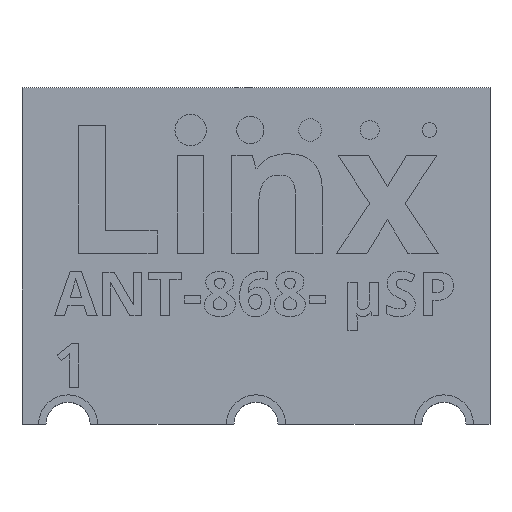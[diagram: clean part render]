
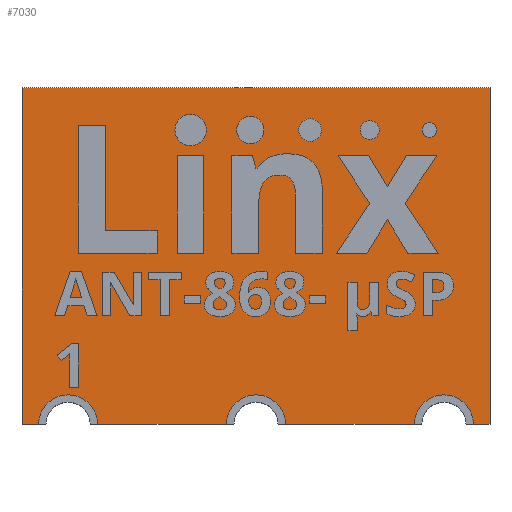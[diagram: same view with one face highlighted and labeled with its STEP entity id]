
A CAD part, top view. The second image highlights one B-rep face of the part: STEP entity #7030.
In plain terms, the highlighted planar face has unit normal (0, 0, 1).
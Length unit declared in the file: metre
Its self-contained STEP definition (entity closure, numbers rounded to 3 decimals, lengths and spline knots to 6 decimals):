
#706=LINE('',#11972,#1397);
#708=LINE('',#11976,#1399);
#711=LINE('',#11981,#1402);
#713=LINE('',#11984,#1404);
#716=LINE('',#11990,#1407);
#718=LINE('',#11993,#1409);
#720=LINE('',#11996,#1411);
#1397=VECTOR('',#8352,1.);
#1399=VECTOR('',#8356,1.);
#1402=VECTOR('',#8361,1.);
#1404=VECTOR('',#8365,1.);
#1407=VECTOR('',#8370,1.);
#1409=VECTOR('',#8374,1.);
#1411=VECTOR('',#8378,1.);
#3514=ORIENTED_EDGE('',*,*,#4732,.F.);
#3515=ORIENTED_EDGE('',*,*,#4726,.T.);
#3516=ORIENTED_EDGE('',*,*,#4735,.F.);
#3517=ORIENTED_EDGE('',*,*,#4722,.T.);
#3518=ORIENTED_EDGE('',*,*,#4737,.F.);
#3519=ORIENTED_EDGE('',*,*,#4718,.T.);
#3520=ORIENTED_EDGE('',*,*,#4744,.F.);
#3521=ORIENTED_EDGE('',*,*,#4730,.F.);
#3522=ORIENTED_EDGE('',*,*,#4740,.T.);
#3523=ORIENTED_EDGE('',*,*,#4742,.T.);
#4718=EDGE_CURVE('',#5474,#5476,#5636,.T.);
#4722=EDGE_CURVE('',#5478,#5480,#5638,.T.);
#4726=EDGE_CURVE('',#5482,#5484,#5640,.T.);
#4730=EDGE_CURVE('',#5488,#5485,#706,.T.);
#4732=EDGE_CURVE('',#5482,#5490,#708,.T.);
#4735=EDGE_CURVE('',#5478,#5484,#711,.T.);
#4737=EDGE_CURVE('',#5474,#5480,#713,.T.);
#4740=EDGE_CURVE('',#5488,#5492,#716,.T.);
#4742=EDGE_CURVE('',#5492,#5490,#718,.T.);
#4744=EDGE_CURVE('',#5485,#5476,#720,.T.);
#5474=VERTEX_POINT('',#11940);
#5476=VERTEX_POINT('',#11944);
#5478=VERTEX_POINT('',#11949);
#5480=VERTEX_POINT('',#11953);
#5482=VERTEX_POINT('',#11958);
#5484=VERTEX_POINT('',#11962);
#5485=VERTEX_POINT('',#11966);
#5488=VERTEX_POINT('',#11971);
#5490=VERTEX_POINT('',#11977);
#5492=VERTEX_POINT('',#11989);
#5636=CIRCLE('',#7336,0.0008);
#5638=CIRCLE('',#7339,0.0008);
#5640=CIRCLE('',#7342,0.0008);
#6012=EDGE_LOOP('',(#3514,#3515,#3516,#3517,#3518,#3519,#3520,#3521,#3522,
#3523));
#6429=FACE_BOUND('',#6012,.T.);
#6657=PLANE('',#7350);
#7030=ADVANCED_FACE('',(#6429),#6657,.T.);
#7336=AXIS2_PLACEMENT_3D('',#11945,#8329,#8330);
#7339=AXIS2_PLACEMENT_3D('',#11954,#8337,#8338);
#7342=AXIS2_PLACEMENT_3D('',#11963,#8345,#8346);
#7350=AXIS2_PLACEMENT_3D('',#11997,#8379,#8380);
#8329=DIRECTION('',(0.,0.,-1.));
#8330=DIRECTION('',(1.,0.,0.));
#8337=DIRECTION('',(0.,0.,-1.));
#8338=DIRECTION('',(1.,0.,0.));
#8345=DIRECTION('',(0.,0.,-1.));
#8346=DIRECTION('',(1.,0.,0.));
#8352=DIRECTION('',(0.,-1.,0.));
#8356=DIRECTION('',(-1.,0.,0.));
#8361=DIRECTION('',(-1.,0.,0.));
#8365=DIRECTION('',(-1.,0.,0.));
#8370=DIRECTION('',(-1.,0.,0.));
#8374=DIRECTION('',(0.,-1.,0.));
#8378=DIRECTION('',(-1.,0.,0.));
#8379=DIRECTION('',(0.,0.,1.));
#8380=DIRECTION('',(1.,0.,0.));
#11940=CARTESIAN_POINT('',(0.0043,-0.00457,0.00254));
#11944=CARTESIAN_POINT('',(0.0059,-0.00457,0.00254));
#11945=CARTESIAN_POINT('',(0.0051,-0.00457,0.00254));
#11949=CARTESIAN_POINT('',(-0.0008,-0.00457,0.00254));
#11953=CARTESIAN_POINT('',(0.0008,-0.00457,0.00254));
#11954=CARTESIAN_POINT('',(0.,-0.00457,0.00254));
#11958=CARTESIAN_POINT('',(-0.0059,-0.00457,0.00254));
#11962=CARTESIAN_POINT('',(-0.0043,-0.00457,0.00254));
#11963=CARTESIAN_POINT('',(-0.0051,-0.00457,0.00254));
#11966=CARTESIAN_POINT('',(0.00635,-0.00457,0.00254));
#11971=CARTESIAN_POINT('',(0.00635,0.00457,0.00254));
#11972=CARTESIAN_POINT('',(0.00635,0.,0.00254));
#11976=CARTESIAN_POINT('',(0.,-0.00457,0.00254));
#11977=CARTESIAN_POINT('',(-0.00635,-0.00457,0.00254));
#11981=CARTESIAN_POINT('',(0.,-0.00457,0.00254));
#11984=CARTESIAN_POINT('',(0.,-0.00457,0.00254));
#11989=CARTESIAN_POINT('',(-0.00635,0.00457,0.00254));
#11990=CARTESIAN_POINT('',(0.,0.00457,0.00254));
#11993=CARTESIAN_POINT('',(-0.00635,0.,0.00254));
#11996=CARTESIAN_POINT('',(0.,-0.00457,0.00254));
#11997=CARTESIAN_POINT('',(0.,0.,0.00254));
